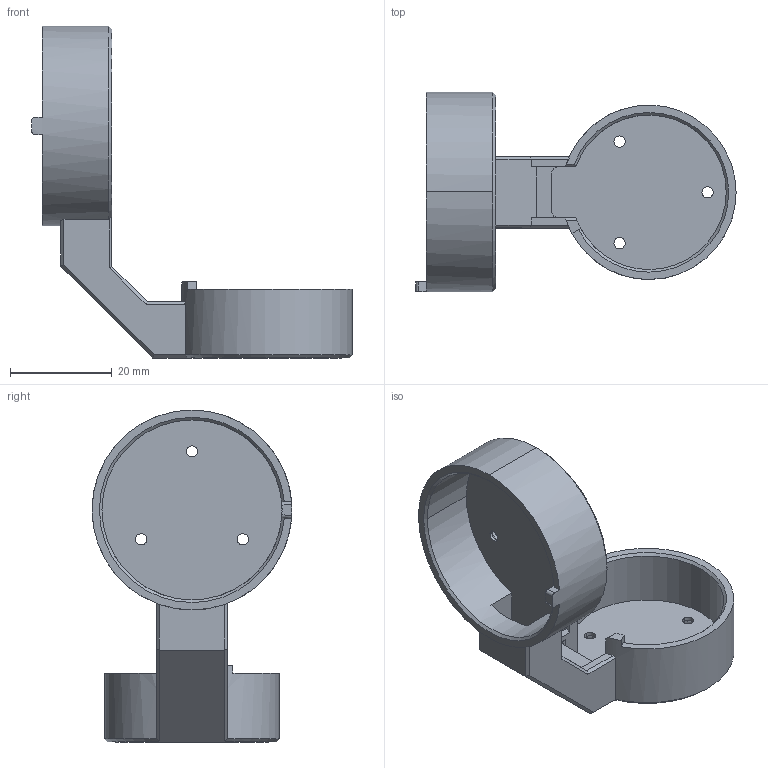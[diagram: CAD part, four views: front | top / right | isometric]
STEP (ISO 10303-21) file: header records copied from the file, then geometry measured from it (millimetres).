
FILE_DESCRIPTION((''),'2;1');
FILE_NAME('RECAMERA-YANTAI_ARM_30','2024-12-10T14:20:18',('29904'),(''),'CREO PARAMETRIC BY PTC INC, 2024063','CREO PARAMETRIC BY PTC INC, 2024063','');
FILE_SCHEMA(('CONFIG_CONTROL_DESIGN'));
Length unit declared in the file: millimetre
Products named in the file (1): RECAMERA-YANTAI_ARM_30
Bounding box: 62.8 x 39.2 x 65.1 mm (x, y, z)
Volume: 11141.2 mm3; surface area: 11690.5 mm2
Topology: 1 solids, 1 shells, 96 faces, 272 edges, 178 vertices
Faces by surface type: plane 42, cylinder 38, cone 16
Entity records: 3251 total; most frequent: CARTESIAN_POINT 619, DIRECTION 558, ORIENTED_EDGE 544, EDGE_CURVE 272, AXIS2_PLACEMENT_3D 208, VERTEX_POINT 178, VECTOR 142, LINE 142
